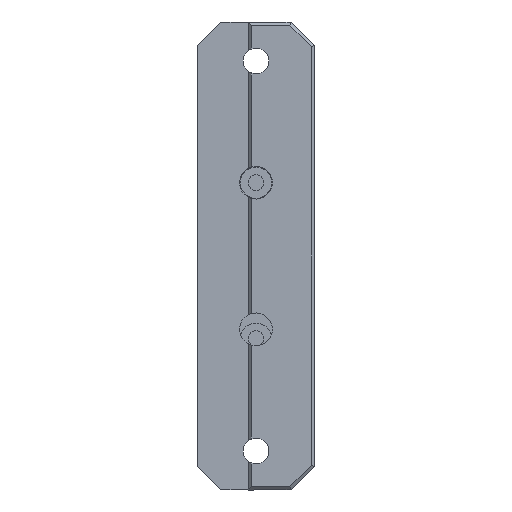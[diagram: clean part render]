
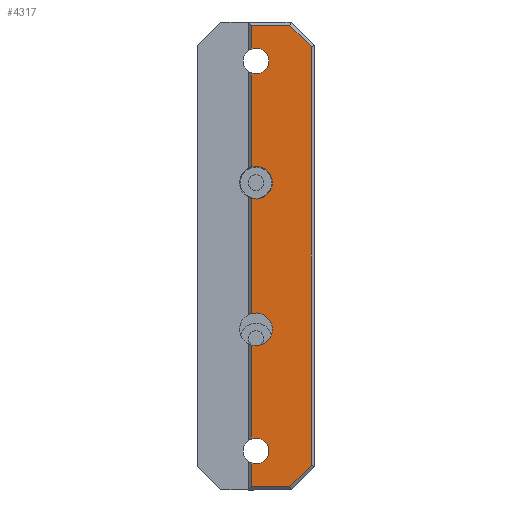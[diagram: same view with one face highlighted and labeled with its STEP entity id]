
A CAD part, front view. The second image highlights one B-rep face of the part: STEP entity #4317.
In plain terms, the highlighted face is planar.
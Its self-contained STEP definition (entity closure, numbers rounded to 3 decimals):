
#171=PLANE('',#4646);
#487=FACE_OUTER_BOUND('',#765,.T.);
#765=EDGE_LOOP('',(#3693,#3694,#3695,#3696,#3697,#3698,#3699,#3700,#3701,
#3702,#3703,#3704,#3705,#3706,#3707,#3708));
#995=CIRCLE('',#4583,2.1);
#1003=CIRCLE('',#4595,2.1);
#1008=CIRCLE('',#4603,1.65);
#1010=CIRCLE('',#4605,1.65);
#1012=CIRCLE('',#4610,1.65);
#1014=CIRCLE('',#4612,1.65);
#1321=LINE('',#8705,#1747);
#1338=LINE('',#8736,#1764);
#1340=LINE('',#8740,#1766);
#1341=LINE('',#8744,#1767);
#1342=LINE('',#8745,#1768);
#1343=LINE('',#8747,#1769);
#1344=LINE('',#8749,#1770);
#1345=LINE('',#8750,#1771);
#1346=LINE('',#8751,#1772);
#1347=LINE('',#8752,#1773);
#1747=VECTOR('',#5451,1000.);
#1764=VECTOR('',#5488,1000.);
#1766=VECTOR('',#5494,1000.);
#1767=VECTOR('',#5497,1000.);
#1768=VECTOR('',#5498,1000.);
#1769=VECTOR('',#5499,1000.);
#1770=VECTOR('',#5500,1000.);
#1771=VECTOR('',#5501,1000.);
#1772=VECTOR('',#5502,1000.);
#1773=VECTOR('',#5503,1000.);
#2106=VERTEX_POINT('',#8529);
#2107=VERTEX_POINT('',#8530);
#2122=VERTEX_POINT('',#8563);
#2123=VERTEX_POINT('',#8565);
#2133=VERTEX_POINT('',#8586);
#2134=VERTEX_POINT('',#8588);
#2136=VERTEX_POINT('',#8593);
#2141=VERTEX_POINT('',#8604);
#2142=VERTEX_POINT('',#8606);
#2144=VERTEX_POINT('',#8611);
#2176=VERTEX_POINT('',#8703);
#2177=VERTEX_POINT('',#8704);
#2182=VERTEX_POINT('',#8742);
#2183=VERTEX_POINT('',#8743);
#2184=VERTEX_POINT('',#8746);
#2185=VERTEX_POINT('',#8748);
#2612=EDGE_CURVE('',#2106,#2107,#995,.T.);
#2630=EDGE_CURVE('',#2123,#2122,#1003,.T.);
#2641=EDGE_CURVE('',#2133,#2134,#1008,.T.);
#2644=EDGE_CURVE('',#2134,#2136,#1010,.T.);
#2650=EDGE_CURVE('',#2141,#2142,#1012,.T.);
#2653=EDGE_CURVE('',#2142,#2144,#1014,.T.);
#2701=EDGE_CURVE('',#2176,#2177,#1321,.T.);
#2718=EDGE_CURVE('',#2144,#2122,#1338,.T.);
#2720=EDGE_CURVE('',#2123,#2107,#1340,.T.);
#2721=EDGE_CURVE('',#2182,#2183,#1341,.T.);
#2722=EDGE_CURVE('',#2182,#2177,#1342,.T.);
#2723=EDGE_CURVE('',#2176,#2184,#1343,.T.);
#2724=EDGE_CURVE('',#2185,#2184,#1344,.T.);
#2725=EDGE_CURVE('',#2136,#2185,#1345,.T.);
#2726=EDGE_CURVE('',#2106,#2133,#1346,.T.);
#2727=EDGE_CURVE('',#2183,#2141,#1347,.T.);
#3693=ORIENTED_EDGE('',*,*,#2721,.F.);
#3694=ORIENTED_EDGE('',*,*,#2722,.T.);
#3695=ORIENTED_EDGE('',*,*,#2701,.F.);
#3696=ORIENTED_EDGE('',*,*,#2723,.T.);
#3697=ORIENTED_EDGE('',*,*,#2724,.F.);
#3698=ORIENTED_EDGE('',*,*,#2725,.F.);
#3699=ORIENTED_EDGE('',*,*,#2644,.F.);
#3700=ORIENTED_EDGE('',*,*,#2641,.F.);
#3701=ORIENTED_EDGE('',*,*,#2726,.F.);
#3702=ORIENTED_EDGE('',*,*,#2612,.T.);
#3703=ORIENTED_EDGE('',*,*,#2720,.F.);
#3704=ORIENTED_EDGE('',*,*,#2630,.T.);
#3705=ORIENTED_EDGE('',*,*,#2718,.F.);
#3706=ORIENTED_EDGE('',*,*,#2653,.F.);
#3707=ORIENTED_EDGE('',*,*,#2650,.F.);
#3708=ORIENTED_EDGE('',*,*,#2727,.F.);
#4317=ADVANCED_FACE('',(#487),#171,.F.);
#4583=AXIS2_PLACEMENT_3D('',#8531,#5296,#5297);
#4595=AXIS2_PLACEMENT_3D('',#8566,#5327,#5328);
#4603=AXIS2_PLACEMENT_3D('',#8589,#5347,#5348);
#4605=AXIS2_PLACEMENT_3D('',#8594,#5352,#5353);
#4610=AXIS2_PLACEMENT_3D('',#8607,#5364,#5365);
#4612=AXIS2_PLACEMENT_3D('',#8612,#5369,#5370);
#4646=AXIS2_PLACEMENT_3D('',#8741,#5495,#5496);
#5296=DIRECTION('center_axis',(0.,0.,
-1.));
#5297=DIRECTION('ref_axis',(1.,0.,0.));
#5327=DIRECTION('center_axis',(0.,0.,
-1.));
#5328=DIRECTION('ref_axis',(1.,0.,0.));
#5347=DIRECTION('center_axis',(0.,0.,
1.));
#5348=DIRECTION('ref_axis',(-1.,0.,0.));
#5352=DIRECTION('center_axis',(0.,0.,
1.));
#5353=DIRECTION('ref_axis',(-1.,0.,0.));
#5364=DIRECTION('center_axis',(0.,0.,
1.));
#5365=DIRECTION('ref_axis',(-1.,0.,0.));
#5369=DIRECTION('center_axis',(0.,0.,
1.));
#5370=DIRECTION('ref_axis',(-1.,0.,0.));
#5451=DIRECTION('',(0.,-1.,0.));
#5488=DIRECTION('',(0.,1.,0.));
#5494=DIRECTION('',(0.,1.,0.));
#5495=DIRECTION('center_axis',(0.,0.,
-1.));
#5496=DIRECTION('ref_axis',(0.,-1.,0.));
#5497=DIRECTION('',(-1.,0.,0.));
#5498=DIRECTION('',(0.707,0.707,0.));
#5499=DIRECTION('',(-0.707,0.707,0.));
#5500=DIRECTION('',(1.,0.,0.));
#5501=DIRECTION('',(0.,1.,0.));
#5502=DIRECTION('',(0.,1.,0.));
#5503=DIRECTION('',(0.,1.,0.));
#8529=CARTESIAN_POINT('',(218.8,50.711,41.862));
#8530=CARTESIAN_POINT('',(218.8,46.686,41.862));
#8531=CARTESIAN_POINT('Origin',(219.4,48.698,41.862));
#8563=CARTESIAN_POINT('',(218.8,27.886,41.862));
#8565=CARTESIAN_POINT('',(218.8,31.91,41.862));
#8566=CARTESIAN_POINT('Origin',(219.4,29.898,41.862));
#8586=CARTESIAN_POINT('',(218.8,62.761,41.862));
#8588=CARTESIAN_POINT('',(221.05,64.298,41.862));
#8589=CARTESIAN_POINT('Origin',(219.4,64.298,41.862));
#8593=CARTESIAN_POINT('',(218.8,65.835,41.862));
#8594=CARTESIAN_POINT('Origin',(219.4,64.298,41.862));
#8604=CARTESIAN_POINT('',(218.8,12.761,41.862));
#8606=CARTESIAN_POINT('',(221.05,14.298,41.862));
#8607=CARTESIAN_POINT('Origin',(219.4,14.298,41.862));
#8611=CARTESIAN_POINT('',(218.8,15.835,41.862));
#8612=CARTESIAN_POINT('Origin',(219.4,14.298,41.862));
#8703=CARTESIAN_POINT('',(226.5,66.133,41.862));
#8704=CARTESIAN_POINT('',(226.5,12.464,41.862));
#8705=CARTESIAN_POINT('',(226.5,42.948,41.862));
#8736=CARTESIAN_POINT('',(218.8,22.198,41.862));
#8740=CARTESIAN_POINT('',(218.8,31.598,41.862));
#8741=CARTESIAN_POINT('Origin',(221.4,16.598,41.862));
#8742=CARTESIAN_POINT('',(223.734,9.698,41.862));
#8743=CARTESIAN_POINT('',(218.8,9.698,41.862));
#8744=CARTESIAN_POINT('',(224.15,9.698,41.862));
#8745=CARTESIAN_POINT('',(226.217,12.181,41.862));
#8746=CARTESIAN_POINT('',(223.734,68.898,41.862));
#8747=CARTESIAN_POINT('',(224.017,68.615,41.862));
#8748=CARTESIAN_POINT('',(218.8,68.898,41.862));
#8749=CARTESIAN_POINT('',(216.65,68.898,41.862));
#8750=CARTESIAN_POINT('',(218.8,42.748,41.862));
#8751=CARTESIAN_POINT('',(218.8,39.623,41.862));
#8752=CARTESIAN_POINT('',(218.8,42.748,41.862));
